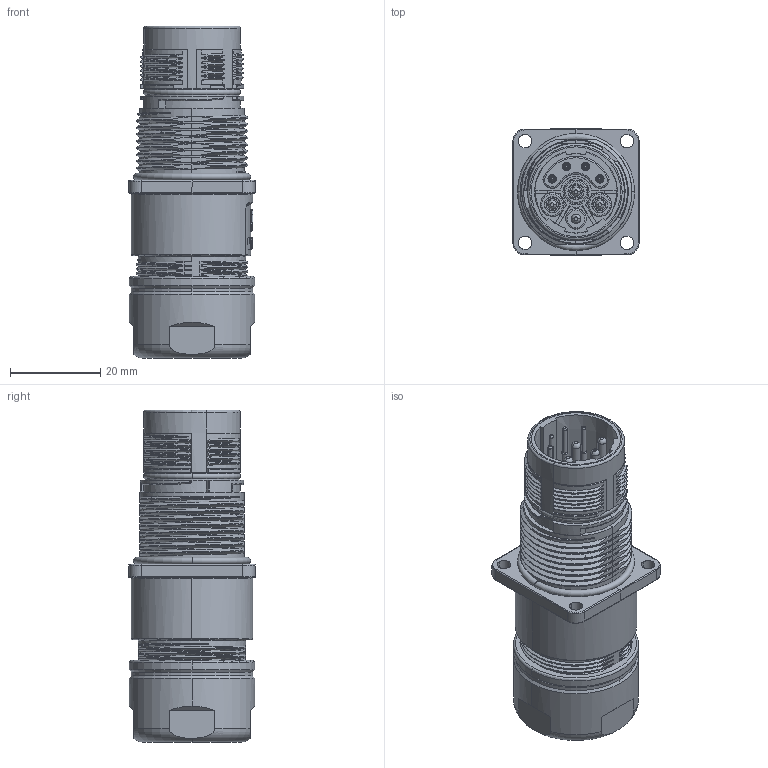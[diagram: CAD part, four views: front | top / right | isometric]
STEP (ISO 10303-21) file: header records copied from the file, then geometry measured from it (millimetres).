
FILE_DESCRIPTION((''),'2;1');
FILE_NAME('3D_1660087102008_M23-MC04_4-CCT','2024-03-19T',('12524'),(''),'PRO/ENGINEER BY PARAMETRIC TECHNOLOGY CORPORATION, 2012480','PRO/ENGINEER BY PARAMETRIC TECHNOLOGY CORPORATION, 2012480','');
FILE_SCHEMA(('CONFIG_CONTROL_DESIGN'));
Length unit declared in the file: millimetre
Products named in the file (1): 3D_1660087102008_M23-MC04_4-CCT
Bounding box: 28 x 28 x 73.68 mm (x, y, z)
Volume: 33568.5 mm3; surface area: 11852.6 mm2
Topology: 1 solids, 2 shells, 853 faces, 2337 edges, 1520 vertices
Faces by surface type: cylinder 286, plane 197, bspline 191, cone 91, torus 50, extrusion 19, sphere 19
Entity records: 38496 total; most frequent: CARTESIAN_POINT 19138, ORIENTED_EDGE 4644, DIRECTION 3087, EDGE_CURVE 2322, VERTEX_POINT 1520, AXIS2_PLACEMENT_3D 1181, B_SPLINE_CURVE_WITH_KNOTS 1097, EDGE_LOOP 910
